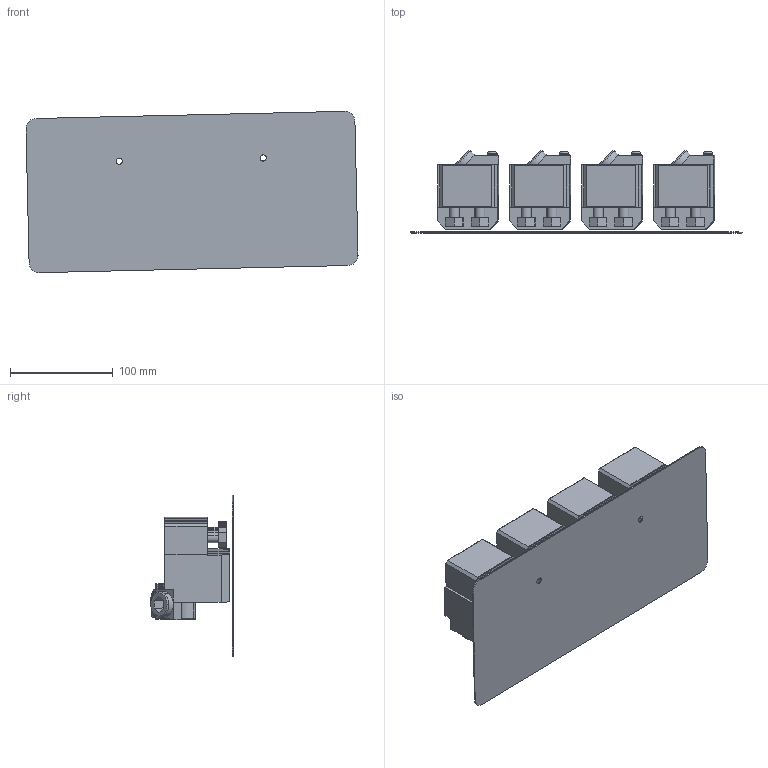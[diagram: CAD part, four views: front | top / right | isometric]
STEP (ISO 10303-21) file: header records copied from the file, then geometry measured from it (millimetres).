
FILE_DESCRIPTION((''),'2;1');
FILE_NAME('1SDH002065A1423_IGES','2019-07-04T',('ITSTCAR1'),(''),'CREO PARAMETRIC BY PTC INC, 2016050','CREO PARAMETRIC BY PTC INC, 2016050','');
FILE_SCHEMA(('AUTOMOTIVE_DESIGN { 1 0 10303 214 1 1 1 1 }'));
Products named in the file (1): 1SDH002065A1423_IGES
Bounding box: 322.91 x 80.13 x 156.88 mm (x, y, z)
Volume: 790266.5 mm3; surface area: 294771.4 mm2
Topology: 5 solids, 5 shells, 1362 faces, 3682 edges, 2382 vertices
Faces by surface type: plane 678, cylinder 460, cone 148, torus 44, sphere 28, extrusion 4
Entity records: 59165 total; most frequent: CARTESIAN_POINT 16904, ORIENTED_EDGE 7260, DIRECTION 7124, EDGE_CURVE 3630, AXIS2_PLACEMENT_3D 2600, VERTEX_POINT 2382, VECTOR 1924, LINE 1920
